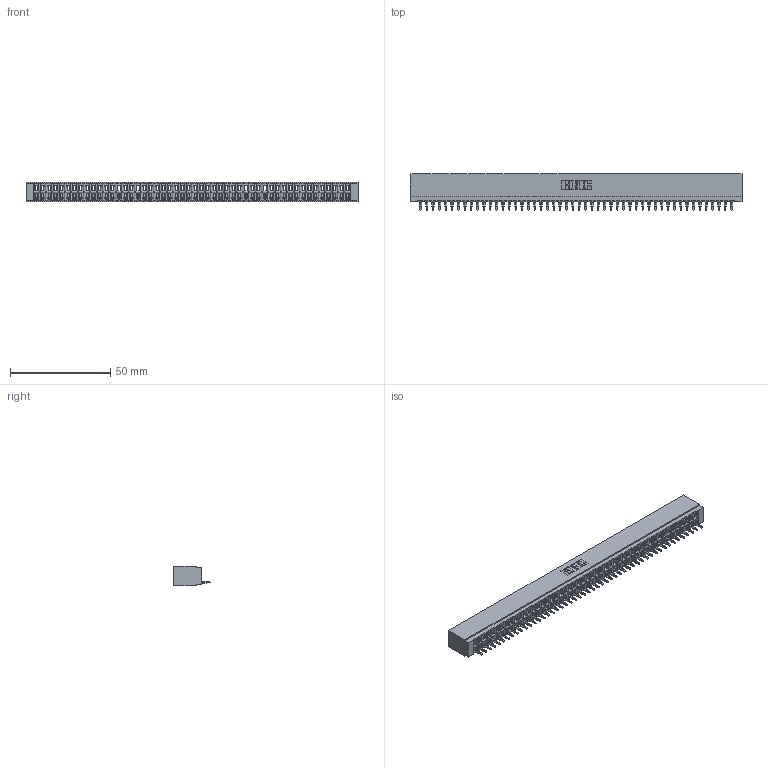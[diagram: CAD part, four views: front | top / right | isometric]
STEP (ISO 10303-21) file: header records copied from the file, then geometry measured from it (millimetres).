
FILE_DESCRIPTION (( 'STEP AP203' ), '1' );
FILE_NAME ('726-050-525-101.STEP', '2020-05-28T08:21:07', ( '' ), ( '' ), 'SwSTEP 2.0', 'SolidWorks 2020', '' );
FILE_SCHEMA (( 'CONFIG_CONTROL_DESIGN' ));
Length unit declared in the file: inch
Products named in the file (3): 726-050-525-101; 726 Part_.515 Slot Depth - 01; 746-292-001_525
Assembly tree (51 placements, depth 2):
  726-050-525-101
    726 Part_.515 Slot Depth - 01
    746-292-001_525  x50
Bounding box: 165.99 x 18.4 x 9.91 mm (x, y, z)
Volume: 14715.7 mm3; surface area: 22335.3 mm2
Topology: 51 solids, 51 shells, 5497 faces, 15613 edges, 10025 vertices
Faces by surface type: plane 3205, bspline 1000, cylinder 992, torus 300
Entity records: 74431 total; most frequent: CARTESIAN_POINT 14995, ORIENTED_EDGE 13096, DIRECTION 10820, EDGE_CURVE 6548, VECTOR 5864, LINE 5864, VERTEX_POINT 4341, AXIS2_PLACEMENT_3D 2478
